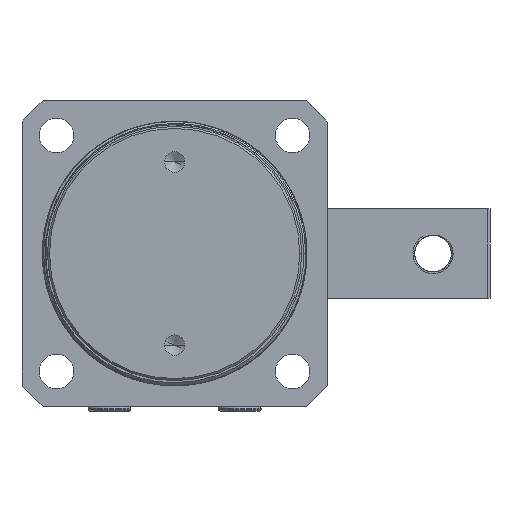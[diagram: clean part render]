
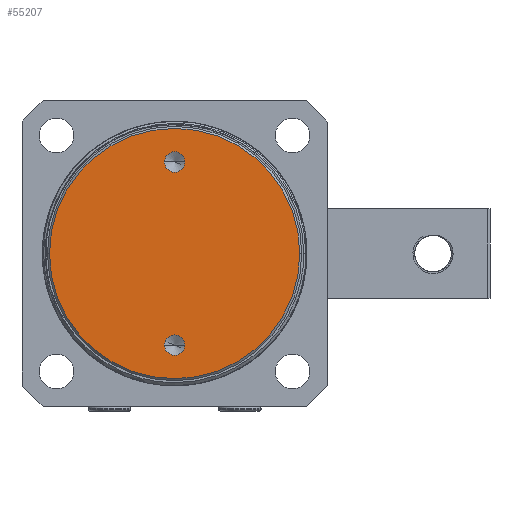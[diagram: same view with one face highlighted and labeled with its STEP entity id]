
A CAD part, front view. The second image highlights one B-rep face of the part: STEP entity #55207.
In plain terms, the highlighted planar face has unit normal (0, -1, 0).
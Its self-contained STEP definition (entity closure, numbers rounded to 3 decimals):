
#745 = CIRCLE ( 'NONE', #57908, 2.5 ) ;
#831 = CIRCLE ( 'NONE', #24967, 2.5 ) ;
#2408 = ORIENTED_EDGE ( 'NONE', *, *, #59744, .F. ) ;
#3560 = DIRECTION ( 'NONE',  ( 0., -1., 0. ) ) ;
#4131 = FACE_BOUND ( 'NONE', #9179, .T. ) ;
#5170 = CARTESIAN_POINT ( 'NONE',  ( -22.5, 0., 0. ) ) ;
#6149 = EDGE_CURVE ( 'NONE', #26878, #53716, #831, .T. ) ;
#6366 = EDGE_CURVE ( 'NONE', #14747, #59769, #64065, .T. ) ;
#8657 = CARTESIAN_POINT ( 'NONE',  ( 22.5, 0., 0. ) ) ;
#9179 = EDGE_LOOP ( 'NONE', ( #16348, #28136 ) ) ;
#10022 = DIRECTION ( 'NONE',  ( 0., -1., 0. ) ) ;
#10432 = DIRECTION ( 'NONE',  ( 0., 0., -1. ) ) ;
#10862 = CARTESIAN_POINT ( 'NONE',  ( -22.5, 0., 2.5 ) ) ;
#12896 = ORIENTED_EDGE ( 'NONE', *, *, #41626, .T. ) ;
#13426 = EDGE_LOOP ( 'NONE', ( #12896, #15733 ) ) ;
#13954 = DIRECTION ( 'NONE',  ( 0., 0., -1. ) ) ;
#14506 = EDGE_CURVE ( 'NONE', #53716, #26878, #48129, .T. ) ;
#14747 = VERTEX_POINT ( 'NONE', #10862 ) ;
#15017 = CARTESIAN_POINT ( 'NONE',  ( -22.5, 0., 0. ) ) ;
#15733 = ORIENTED_EDGE ( 'NONE', *, *, #53657, .T. ) ;
#16217 = ORIENTED_EDGE ( 'NONE', *, *, #6366, .F. ) ;
#16348 = ORIENTED_EDGE ( 'NONE', *, *, #6149, .F. ) ;
#16851 = EDGE_LOOP ( 'NONE', ( #2408, #16217 ) ) ;
#20275 = DIRECTION ( 'NONE',  ( 0., 0., -1. ) ) ;
#20603 = CIRCLE ( 'NONE', #34983, 30.75 ) ;
#22564 = CIRCLE ( 'NONE', #56389, 30.75 ) ;
#24199 = CARTESIAN_POINT ( 'NONE',  ( 0., 0., 30.75 ) ) ;
#24967 = AXIS2_PLACEMENT_3D ( 'NONE', #35010, #3560, #40261 ) ;
#26069 = DIRECTION ( 'NONE',  ( 0., 1., 0. ) ) ;
#26878 = VERTEX_POINT ( 'NONE', #41345 ) ;
#27608 = DIRECTION ( 'NONE',  ( 0., -1., 0. ) ) ;
#28136 = ORIENTED_EDGE ( 'NONE', *, *, #14506, .F. ) ;
#29760 = CARTESIAN_POINT ( 'NONE',  ( 0., 0., -30.75 ) ) ;
#31134 = CARTESIAN_POINT ( 'NONE',  ( 22.5, 0., 2.5 ) ) ;
#32064 = FACE_OUTER_BOUND ( 'NONE', #13426, .T. ) ;
#34983 = AXIS2_PLACEMENT_3D ( 'NONE', #41442, #10022, #46716 ) ;
#35010 = CARTESIAN_POINT ( 'NONE',  ( 22.5, 0., 0. ) ) ;
#40261 = DIRECTION ( 'NONE',  ( 0., 0., -1. ) ) ;
#41345 = CARTESIAN_POINT ( 'NONE',  ( 22.5, 0., -2.5 ) ) ;
#41442 = CARTESIAN_POINT ( 'NONE',  ( 0., 0., 0. ) ) ;
#41626 = EDGE_CURVE ( 'NONE', #51363, #53619, #22564, .T. ) ;
#41860 = DIRECTION ( 'NONE',  ( 0., -1., 0. ) ) ;
#42496 = CARTESIAN_POINT ( 'NONE',  ( -22.5, 0., -2.5 ) ) ;
#42553 = AXIS2_PLACEMENT_3D ( 'NONE', #5170, #41860, #10432 ) ;
#44197 = AXIS2_PLACEMENT_3D ( 'NONE', #46699, #26069, #62802 ) ;
#44337 = FACE_BOUND ( 'NONE', #16851, .T. ) ;
#45350 = DIRECTION ( 'NONE',  ( 0., -1., 0. ) ) ;
#46699 = CARTESIAN_POINT ( 'NONE',  ( 0., 0., 0. ) ) ;
#46716 = DIRECTION ( 'NONE',  ( 0., 0., 1. ) ) ;
#47485 = AXIS2_PLACEMENT_3D ( 'NONE', #8657, #45350, #13954 ) ;
#48129 = CIRCLE ( 'NONE', #47485, 2.5 ) ;
#51363 = VERTEX_POINT ( 'NONE', #24199 ) ;
#51706 = DIRECTION ( 'NONE',  ( 0., -1., 0. ) ) ;
#53619 = VERTEX_POINT ( 'NONE', #29760 ) ;
#53657 = EDGE_CURVE ( 'NONE', #53619, #51363, #20603, .T. ) ;
#53716 = VERTEX_POINT ( 'NONE', #31134 ) ;
#55207 = ADVANCED_FACE ( 'NONE', ( #32064, #44337, #4131 ), #57521, .F. ) ;
#56389 = AXIS2_PLACEMENT_3D ( 'NONE', #59070, #27608, #64364 ) ;
#57521 = PLANE ( 'NONE',  #44197 ) ;
#57908 = AXIS2_PLACEMENT_3D ( 'NONE', #15017, #51706, #20275 ) ;
#59070 = CARTESIAN_POINT ( 'NONE',  ( 0., 0., 0. ) ) ;
#59744 = EDGE_CURVE ( 'NONE', #59769, #14747, #745, .T. ) ;
#59769 = VERTEX_POINT ( 'NONE', #42496 ) ;
#62802 = DIRECTION ( 'NONE',  ( 0., 0., 1. ) ) ;
#64065 = CIRCLE ( 'NONE', #42553, 2.5 ) ;
#64364 = DIRECTION ( 'NONE',  ( 0., 0., 1. ) ) ;
